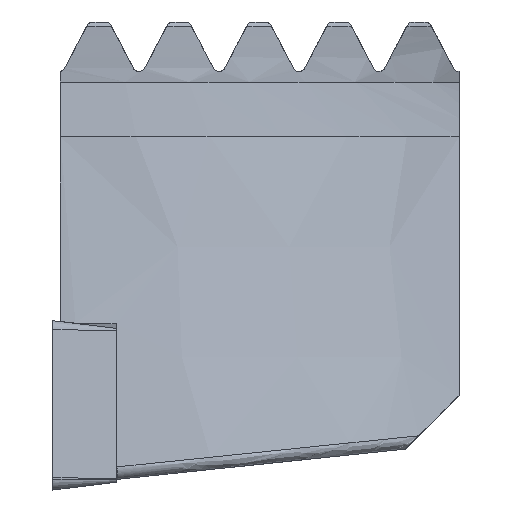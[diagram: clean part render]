
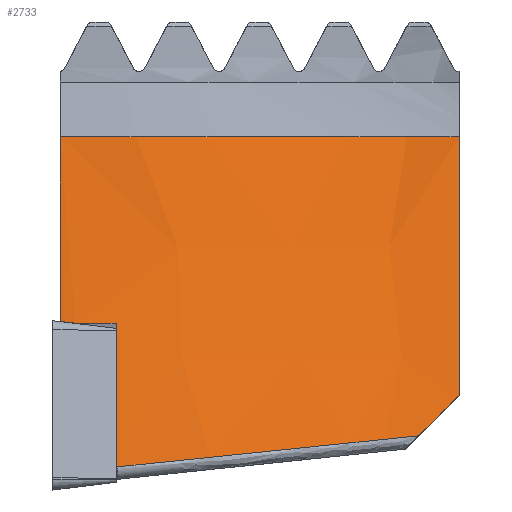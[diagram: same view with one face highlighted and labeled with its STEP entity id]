
A CAD part, left-side view. The second image highlights one B-rep face of the part: STEP entity #2733.
In plain terms, the highlighted conical face has half-angle 10 degrees and reference radius 37.319 mm.
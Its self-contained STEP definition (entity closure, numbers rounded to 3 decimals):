
#1389=EDGE_CURVE('NONE',#2149,#2721,#3621,.T.);
#1537=EDGE_CURVE('NONE',#2117,#2721,#3788,.F.);
#1899=EDGE_CURVE('NONE',#2095,#2611,#4181,.T.);
#2033=EDGE_CURVE('NONE',#2239,#2203,#4324,.T.);
#2095=VERTEX_POINT('NONE',#4391);
#2117=VERTEX_POINT('NONE',#4417);
#2149=VERTEX_POINT('NONE',#4452);
#2203=VERTEX_POINT('NONE',#4516);
#2239=VERTEX_POINT('NONE',#4554);
#2421=EDGE_CURVE('NONE',#2781,#2969,#4756,.T.);
#2611=VERTEX_POINT('NONE',#4965);
#2721=VERTEX_POINT('NONE',#5088);
#2733=ADVANCED_FACE('NONE',(#5101),#5102,.T.);
#2781=VERTEX_POINT('NONE',#5152);
#2969=VERTEX_POINT('NONE',#5358);
#3093=EDGE_CURVE('NONE',#2239,#2781,#5493,.T.);
#3251=EDGE_CURVE('NONE',#2095,#2117,#5663,.T.);
#3277=EDGE_CURVE('NONE',#2969,#2149,#5692,.T.);
#3299=EDGE_CURVE('NONE',#2203,#2611,#5714,.F.);
#3621=B_SPLINE_CURVE_WITH_KNOTS('',3,(#6255,#6256,#6257,#6258,#6259,#6260,#6261,#6262,#6263,#6264,#6265,#6266,#6267),.UNSPECIFIED.,.F.,.F.,(4,3,3,3,4),(0.0,0.2,0.716,0.833,1.0),.UNSPECIFIED.);
#3788=ELLIPSE('',#6536,69.449,48.338);
#4181=CIRCLE('',#7210,38.872);
#4324=ELLIPSE('',#7482,41.597,41.321);
#4391=CARTESIAN_POINT('',(19.28,-30.46,26.488));
#4417=CARTESIAN_POINT('',(14.192,-30.46,7.1));
#4452=CARTESIAN_POINT('',(0.98,-4.797,1.73));
#4516=CARTESIAN_POINT('',(2.685,-0.56,12.636));
#4554=CARTESIAN_POINT('',(2.686,-2.06,12.465));
#4756=(B_SPLINE_CURVE(2,(#8151,#8152,#8153),.UNSPECIFIED.,.F.,.F.)B_SPLINE_CURVE_WITH_KNOTS((3,3),(1.315,12.217),.UNSPECIFIED.)RATIONAL_B_SPLINE_CURVE((1.,1.,1.))BOUNDED_CURVE()REPRESENTATION_ITEM('')GEOMETRIC_REPRESENTATION_ITEM()CURVE());
#4965=CARTESIAN_POINT('',(5.128,-0.56,26.488));
#5088=CARTESIAN_POINT('',(10.729,-27.425,4.065));
#5101=FACE_OUTER_BOUND('',#8746,.T.);
#5102=CONICAL_SURFACE('',#8747,37.319,0.175);
#5152=CARTESIAN_POINT('',(2.879,-4.76,12.465));
#5358=CARTESIAN_POINT('',(0.977,-4.76,1.73));
#5493=CIRCLE('',#10277,41.345);
#5663=(B_SPLINE_CURVE(2,(#10638,#10639,#10640),.UNSPECIFIED.,.F.,.F.)B_SPLINE_CURVE_WITH_KNOTS((3,3),(1.447,21.474),.UNSPECIFIED.)RATIONAL_B_SPLINE_CURVE((1.,1.002,1.))BOUNDED_CURVE()REPRESENTATION_ITEM('')GEOMETRIC_REPRESENTATION_ITEM()CURVE());
#5692=CIRCLE('',#10693,43.238);
#5714=LINE('',#10736,#10737);
#6255=CARTESIAN_POINT('',(0.98,-4.797,1.73));
#6256=CARTESIAN_POINT('',(1.177,-6.449,1.901));
#6257=CARTESIAN_POINT('',(1.469,-8.091,2.07));
#6258=CARTESIAN_POINT('',(1.855,-9.71,2.237));
#6259=CARTESIAN_POINT('',(2.85,-13.89,2.669));
#6260=CARTESIAN_POINT('',(4.472,-17.922,3.085));
#6261=CARTESIAN_POINT('',(6.651,-21.631,3.467));
#6262=CARTESIAN_POINT('',(7.146,-22.472,3.554));
#6263=CARTESIAN_POINT('',(7.669,-23.297,3.639));
#6264=CARTESIAN_POINT('',(8.22,-24.104,3.722));
#6265=CARTESIAN_POINT('',(9.002,-25.25,3.841));
#6266=CARTESIAN_POINT('',(9.84,-26.359,3.955));
#6267=CARTESIAN_POINT('',(10.729,-27.425,4.065));
#6536=AXIS2_PLACEMENT_3D('',#11349,#11350,#11351);
#7210=AXIS2_PLACEMENT_3D('',#11796,#11797,#11798);
#7482=AXIS2_PLACEMENT_3D('',#11937,#11938,#11939);
#8151=CARTESIAN_POINT('',(2.879,-4.76,12.465));
#8152=CARTESIAN_POINT('',(1.949,-4.76,7.219));
#8153=CARTESIAN_POINT('',(0.977,-4.76,1.73));
#8746=EDGE_LOOP('',(#12884,#12885,#12886,#12887,#12888,#12889,#12890,#12891,#12892));
#8747=AXIS2_PLACEMENT_3D('',#12893,#12894,#12895);
#10277=AXIS2_PLACEMENT_3D('',#13304,#13305,#13306);
#10638=CARTESIAN_POINT('',(19.28,-30.46,26.488));
#10639=CARTESIAN_POINT('',(16.843,-30.46,17.699));
#10640=CARTESIAN_POINT('',(14.192,-30.46,7.1));
#10693=AXIS2_PLACEMENT_3D('',#13490,#13491,#13492);
#10736=CARTESIAN_POINT('',(3.906,-0.56,19.562));
#10737=VECTOR('',#13503,1.0);
#11349=CARTESIAN_POINT('',(44.0,8.199,-31.559));
#11350=DIRECTION('',(0.,0.707,0.707));
#11351=DIRECTION('',(0.0,-0.707,0.707));
#11796=CARTESIAN_POINT('',(44.0,-0.46,26.488));
#11797=DIRECTION('',(0.,0.,-1.0));
#11798=DIRECTION('',(0.,1.0,0.));
#11937=CARTESIAN_POINT('',(44.,-1.29,12.553));
#11938=DIRECTION('',(0.,0.113,-0.994));
#11939=DIRECTION('',(0.,-0.994,-0.113));
#12884=ORIENTED_EDGE('',*,*,#1537,.F.);
#12885=ORIENTED_EDGE('',*,*,#3251,.F.);
#12886=ORIENTED_EDGE('',*,*,#1899,.T.);
#12887=ORIENTED_EDGE('',*,*,#3299,.F.);
#12888=ORIENTED_EDGE('',*,*,#2033,.F.);
#12889=ORIENTED_EDGE('',*,*,#3093,.T.);
#12890=ORIENTED_EDGE('',*,*,#2421,.T.);
#12891=ORIENTED_EDGE('',*,*,#3277,.T.);
#12892=ORIENTED_EDGE('',*,*,#1389,.T.);
#12893=CARTESIAN_POINT('',(44.0,-0.46,35.3));
#12894=DIRECTION('',(0.,0.,-1.0));
#12895=DIRECTION('',(0.,1.0,0.));
#13304=CARTESIAN_POINT('',(44.0,-0.46,12.465));
#13305=DIRECTION('',(0.,0.,1.0));
#13306=DIRECTION('',(0.,1.0,0.));
#13490=CARTESIAN_POINT('',(44.0,-0.46,1.73));
#13491=DIRECTION('',(0.,0.,1.0));
#13492=DIRECTION('',(0.,1.0,0.));
#13503=DIRECTION('',(-0.174,0.,-0.985));
